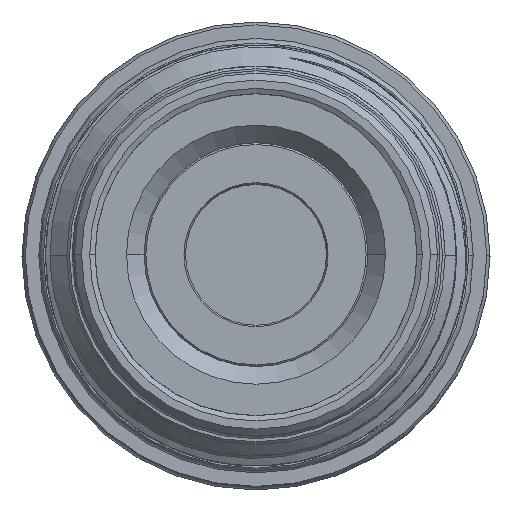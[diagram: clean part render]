
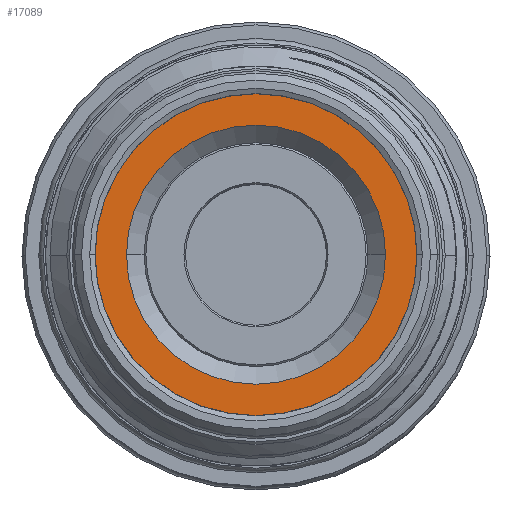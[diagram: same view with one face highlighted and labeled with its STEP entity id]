
A CAD part, top view. The second image highlights one B-rep face of the part: STEP entity #17089.
In plain terms, the highlighted planar face has unit normal (0, 0, 1).
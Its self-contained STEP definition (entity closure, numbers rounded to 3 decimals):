
#267 = AXIS2_PLACEMENT_3D ( 'NONE', #10165, #5881, #8746 ) ;
#1525 = CIRCLE ( 'NONE', #267, 14.7 ) ;
#1957 = CIRCLE ( 'NONE', #15412, 14.7 ) ;
#3274 = PLANE ( 'NONE',  #4717 ) ;
#3787 = ORIENTED_EDGE ( 'NONE', *, *, #16525, .F. ) ;
#4717 = AXIS2_PLACEMENT_3D ( 'NONE', #7776, #6426, #16860 ) ;
#5881 = DIRECTION ( 'NONE',  ( 0., 0., 1. ) ) ;
#6426 = DIRECTION ( 'NONE',  ( 0., 0., -1. ) ) ;
#6430 = DIRECTION ( 'NONE',  ( -1., 0., 0. ) ) ;
#7776 = CARTESIAN_POINT ( 'NONE',  ( 0., 0., 103.038 ) ) ;
#8746 = DIRECTION ( 'NONE',  ( 1., 0., 0. ) ) ;
#8958 = EDGE_CURVE ( 'NONE', #9889, #14970, #19245, .T. ) ;
#9147 = ORIENTED_EDGE ( 'NONE', *, *, #13539, .F. ) ;
#9274 = ORIENTED_EDGE ( 'NONE', *, *, #18690, .F. ) ;
#9325 = AXIS2_PLACEMENT_3D ( 'NONE', #15045, #12205, #6430 ) ;
#9889 = VERTEX_POINT ( 'NONE', #15430 ) ;
#9929 = DIRECTION ( 'NONE',  ( 0., 0., 1. ) ) ;
#10165 = CARTESIAN_POINT ( 'NONE',  ( 0., 0., 103.038 ) ) ;
#11434 = AXIS2_PLACEMENT_3D ( 'NONE', #19083, #11972, #12423 ) ;
#11578 = CARTESIAN_POINT ( 'NONE',  ( 14.7, 0., 103.038 ) ) ;
#11758 = FACE_BOUND ( 'NONE', #15946, .T. ) ;
#11972 = DIRECTION ( 'NONE',  ( 0., 0., -1. ) ) ;
#12205 = DIRECTION ( 'NONE',  ( 0., 0., -1. ) ) ;
#12423 = DIRECTION ( 'NONE',  ( -1., 0., 0. ) ) ;
#12678 = CARTESIAN_POINT ( 'NONE',  ( -14.7, 0., 103.038 ) ) ;
#13539 = EDGE_CURVE ( 'NONE', #16512, #14810, #1525, .T. ) ;
#14810 = VERTEX_POINT ( 'NONE', #11578 ) ;
#14970 = VERTEX_POINT ( 'NONE', #15376 ) ;
#15045 = CARTESIAN_POINT ( 'NONE',  ( 0., 0., 103.038 ) ) ;
#15376 = CARTESIAN_POINT ( 'NONE',  ( 18.26, 0., 103.038 ) ) ;
#15412 = AXIS2_PLACEMENT_3D ( 'NONE', #15457, #9929, #18872 ) ;
#15430 = CARTESIAN_POINT ( 'NONE',  ( -18.26, 0., 103.038 ) ) ;
#15457 = CARTESIAN_POINT ( 'NONE',  ( 0., 0., 103.038 ) ) ;
#15825 = ORIENTED_EDGE ( 'NONE', *, *, #8958, .F. ) ;
#15946 = EDGE_LOOP ( 'NONE', ( #3787, #9147 ) ) ;
#16512 = VERTEX_POINT ( 'NONE', #12678 ) ;
#16525 = EDGE_CURVE ( 'NONE', #14810, #16512, #1957, .T. ) ;
#16860 = DIRECTION ( 'NONE',  ( -1., 0., 0. ) ) ;
#17026 = CIRCLE ( 'NONE', #9325, 18.26 ) ;
#17089 = ADVANCED_FACE ( 'NONE', ( #17985, #11758 ), #3274, .F. ) ;
#17985 = FACE_OUTER_BOUND ( 'NONE', #18720, .T. ) ;
#18690 = EDGE_CURVE ( 'NONE', #14970, #9889, #17026, .T. ) ;
#18720 = EDGE_LOOP ( 'NONE', ( #15825, #9274 ) ) ;
#18872 = DIRECTION ( 'NONE',  ( 1., 0., 0. ) ) ;
#19083 = CARTESIAN_POINT ( 'NONE',  ( 0., 0., 103.038 ) ) ;
#19245 = CIRCLE ( 'NONE', #11434, 18.26 ) ;
